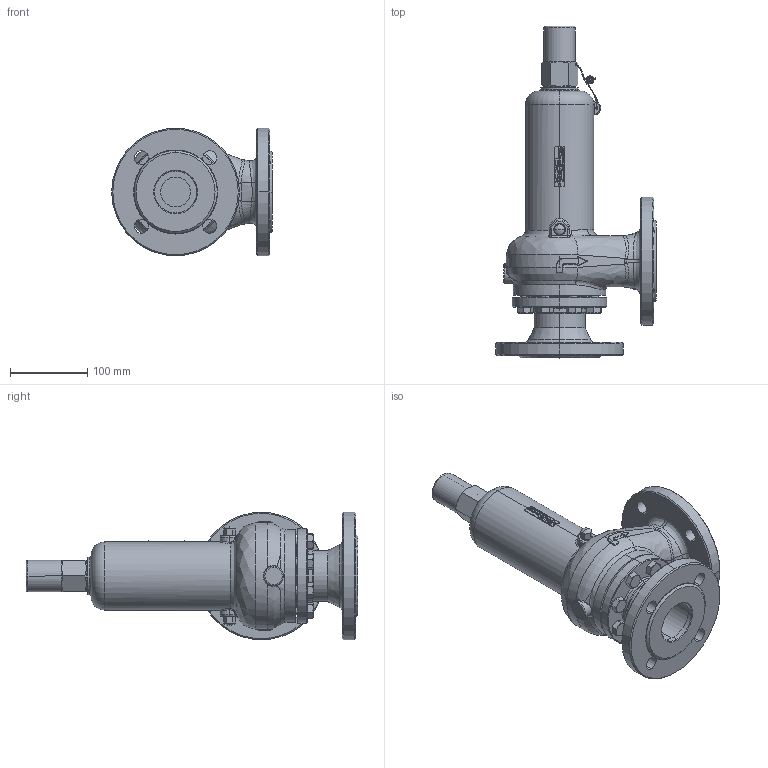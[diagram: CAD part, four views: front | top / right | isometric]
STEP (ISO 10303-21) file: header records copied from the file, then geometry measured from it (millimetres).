
FILE_DESCRIPTION (( 'STEP AP203' ), '1' );
FILE_NAME ('Typ 3 BG III.STEP', '2017-12-15T06:50:53', ( '' ), ( '' ), 'SwSTEP 2.0', 'SolidWorks 2016', '' );
FILE_SCHEMA (( 'CONFIG_CONTROL_DESIGN' ));
Products named in the file (1): Typ 3 BG III
Bounding box: 207.5 x 429 x 165 mm (x, y, z)
Volume: 1543154.2 mm3; surface area: 396727.1 mm2
Topology: 60 solids, 60 shells, 1596 faces, 3938 edges, 2476 vertices
Faces by surface type: plane 539, bspline 488, cylinder 281, cone 161, torus 119, sphere 8
Entity records: 75301 total; most frequent: CARTESIAN_POINT 41127, ORIENTED_EDGE 7844, DIRECTION 5770, EDGE_CURVE 3922, VERTEX_POINT 2476, AXIS2_PLACEMENT_3D 2104, EDGE_LOOP 1712, FACE_OUTER_BOUND 1596
